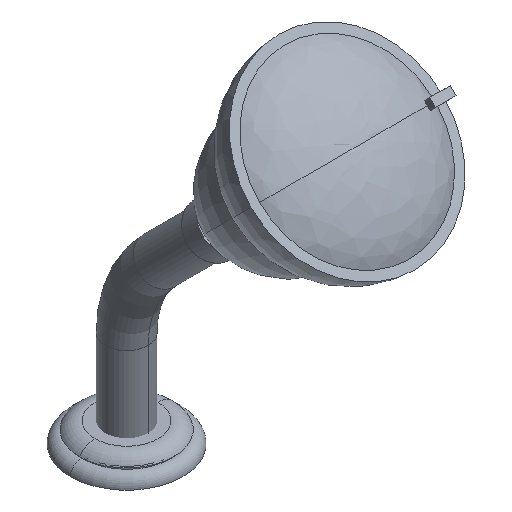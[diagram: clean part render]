
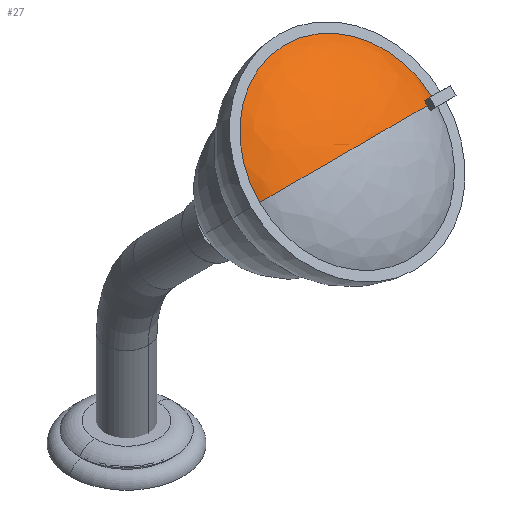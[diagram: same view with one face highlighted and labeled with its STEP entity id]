
A CAD part, isometric view. The second image highlights one B-rep face of the part: STEP entity #27.
In plain terms, the highlighted free-form (B-spline) face has degree [3, 3] with [4, 4] control points.
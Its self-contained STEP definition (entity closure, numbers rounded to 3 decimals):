
#11 = EDGE_LOOP ( 'NONE', ( #1230, #929, #952, #419, #756 ) ) ;
#27 = ADVANCED_FACE ( 'NONE', ( #773 ), #1633, .T. ) ;
#34 = CARTESIAN_POINT ( 'NONE',  ( 36., 4.363, -1.333 ) ) ;
#38 = CARTESIAN_POINT ( 'NONE',  ( 36., 4.346, -2. ) ) ;
#74 = CARTESIAN_POINT ( 'NONE',  ( 42.8, 0., -85.6 ) ) ;
#78 = EDGE_CURVE ( 'NONE', #355, #1226, #199, .T. ) ;
#118 = CARTESIAN_POINT ( 'NONE',  ( 18.65, 11.651, 0. ) ) ;
#125 = CARTESIAN_POINT ( 'NONE',  ( -42.8, 0., 0. ) ) ;
#172 = CARTESIAN_POINT ( 'NONE',  ( 40.685, 1.714, -2. ) ) ;
#197 = CARTESIAN_POINT ( 'NONE',  ( -37.075, 5.714, 0. ) ) ;
#199 = B_SPLINE_CURVE_WITH_KNOTS ( 'NONE', 3,
 ( #371, #676, #1384, #1227 ),
 .UNSPECIFIED., .F., .F.,
 ( 4, 4 ),
 ( 0.259, 1. ),
 .UNSPECIFIED. ) ;
#204 = B_SPLINE_CURVE_WITH_KNOTS ( 'NONE', 3,
 ( #1775, #197, #758, #1327 ),
 .UNSPECIFIED., .F., .F.,
 ( 4, 4 ),
 ( 0., 1. ),
 .UNSPECIFIED. ) ;
#212 = CARTESIAN_POINT ( 'NONE',  ( -42.8, 0., 0. ) ) ;
#285 = CARTESIAN_POINT ( 'NONE',  ( 0., 0., 0. ) ) ;
#287 = CARTESIAN_POINT ( 'NONE',  ( 38.403, 3.126, -2. ) ) ;
#294 = DIRECTION ( 'NONE',  ( 0., -1., 0. ) ) ;
#301 = CARTESIAN_POINT ( 'NONE',  ( 38.988, 2.793, -2. ) ) ;
#355 = VERTEX_POINT ( 'NONE', #1025 ) ;
#366 = VERTEX_POINT ( 'NONE', #479 ) ;
#371 = CARTESIAN_POINT ( 'NONE',  ( 36., 4.372, 0. ) ) ;
#386 = CARTESIAN_POINT ( 'NONE',  ( 37.075, 5.714, 0. ) ) ;
#419 = ORIENTED_EDGE ( 'NONE', *, *, #1255, .T. ) ;
#435 = CARTESIAN_POINT ( 'NONE',  ( 36., 4.372, 0. ) ) ;
#445 = B_SPLINE_CURVE_WITH_KNOTS ( 'NONE', 3,
 ( #1723, #1170, #749, #172, #452, #301, #287, #1455, #576, #604 ),
 .UNSPECIFIED., .F., .F.,
 ( 4, 2, 2, 2, 4 ),
 ( 0., 0.002, 0.004, 0.006, 0.008 ),
 .UNSPECIFIED. ) ;
#451 = DIRECTION ( 'NONE',  ( 0., 0., -1. ) ) ;
#452 = CARTESIAN_POINT ( 'NONE',  ( 40.129, 2.087, -2. ) ) ;
#467 = VERTEX_POINT ( 'NONE', #38 ) ;
#477 = CIRCLE ( 'NONE', #1814, 42.8 ) ;
#479 = CARTESIAN_POINT ( 'NONE',  ( 42.753, 0., -2. ) ) ;
#495 = CARTESIAN_POINT ( 'NONE',  ( -37.075, 5.714, 0. ) ) ;
#535 = CARTESIAN_POINT ( 'NONE',  ( 0., 11., 0. ) ) ;
#558 = VERTEX_POINT ( 'NONE', #125 ) ;
#576 = CARTESIAN_POINT ( 'NONE',  ( 36.61, 4.06, -2. ) ) ;
#604 = CARTESIAN_POINT ( 'NONE',  ( 36., 4.346, -2. ) ) ;
#639 = CARTESIAN_POINT ( 'NONE',  ( -42.8, 0., -85.6 ) ) ;
#676 = CARTESIAN_POINT ( 'NONE',  ( 27.502, 8.35, 0. ) ) ;
#683 = CARTESIAN_POINT ( 'NONE',  ( 0., 11., 0. ) ) ;
#749 = CARTESIAN_POINT ( 'NONE',  ( 41.756, 0.91, -2. ) ) ;
#756 = ORIENTED_EDGE ( 'NONE', *, *, #1674, .F. ) ;
#758 = CARTESIAN_POINT ( 'NONE',  ( -18.65, 11.651, 0. ) ) ;
#773 = FACE_OUTER_BOUND ( 'NONE', #11, .T. ) ;
#854 = CARTESIAN_POINT ( 'NONE',  ( 36., 4.346, -2. ) ) ;
#872 = CARTESIAN_POINT ( 'NONE',  ( 0., 11., 0. ) ) ;
#929 = ORIENTED_EDGE ( 'NONE', *, *, #1501, .T. ) ;
#952 = ORIENTED_EDGE ( 'NONE', *, *, #78, .F. ) ;
#957 = CARTESIAN_POINT ( 'NONE',  ( 18.65, 11.651, -37.299 ) ) ;
#1009 = B_SPLINE_CURVE_WITH_KNOTS ( 'NONE', 3,
 ( #435, #1282, #34, #854 ),
 .UNSPECIFIED., .F., .F.,
 ( 4, 4 ),
 ( 0.002, 0.004 ),
 .UNSPECIFIED. ) ;
#1025 = CARTESIAN_POINT ( 'NONE',  ( 36., 4.372, 0. ) ) ;
#1061 = CARTESIAN_POINT ( 'NONE',  ( -37.075, 5.714, -74.15 ) ) ;
#1097 = CARTESIAN_POINT ( 'NONE',  ( -18.65, 11.651, 0. ) ) ;
#1170 = CARTESIAN_POINT ( 'NONE',  ( 42.272, 0.479, -2. ) ) ;
#1226 = VERTEX_POINT ( 'NONE', #872 ) ;
#1227 = CARTESIAN_POINT ( 'NONE',  ( 0., 11., 0. ) ) ;
#1230 = ORIENTED_EDGE ( 'NONE', *, *, #1253, .F. ) ;
#1243 = CARTESIAN_POINT ( 'NONE',  ( 0., 11., 0. ) ) ;
#1253 = EDGE_CURVE ( 'NONE', #558, #366, #477, .T. ) ;
#1255 = EDGE_CURVE ( 'NONE', #355, #467, #1009, .T. ) ;
#1282 = CARTESIAN_POINT ( 'NONE',  ( 36., 4.372, -0.667 ) ) ;
#1327 = CARTESIAN_POINT ( 'NONE',  ( 0., 11., 0. ) ) ;
#1381 = CARTESIAN_POINT ( 'NONE',  ( 37.075, 5.714, -74.15 ) ) ;
#1384 = CARTESIAN_POINT ( 'NONE',  ( 13.812, 11.482, 0. ) ) ;
#1455 = CARTESIAN_POINT ( 'NONE',  ( 37.213, 3.76, -2. ) ) ;
#1501 = EDGE_CURVE ( 'NONE', #558, #1226, #204, .T. ) ;
#1633 =( BOUNDED_SURFACE ( )  B_SPLINE_SURFACE ( 3, 3, ( 
 ( #212, #639, #74, #1760 ),
 ( #495, #1061, #1381, #386 ),
 ( #1097, #1654, #957, #118 ),
 ( #683, #1243, #1803, #535 ) ),
 .UNSPECIFIED., .F., .F., .F. ) 
 B_SPLINE_SURFACE_WITH_KNOTS ( ( 4, 4 ),
 ( 4, 4 ),
 ( 0., 1. ),
 ( 0., 1. ),
 .UNSPECIFIED. ) 
 GEOMETRIC_REPRESENTATION_ITEM ( )  RATIONAL_B_SPLINE_SURFACE ( (
 ( 1., 0.333, 0.333, 1.),
 ( 1., 0.333, 0.333, 1.),
 ( 1., 0.333, 0.333, 1.),
 ( 1., 0.333, 0.333, 1.) ) ) 
 REPRESENTATION_ITEM ( '' )  SURFACE ( )  );
#1654 = CARTESIAN_POINT ( 'NONE',  ( -18.65, 11.651, -37.299 ) ) ;
#1674 = EDGE_CURVE ( 'NONE', #366, #467, #445, .T. ) ;
#1723 = CARTESIAN_POINT ( 'NONE',  ( 42.753, 0., -2. ) ) ;
#1760 = CARTESIAN_POINT ( 'NONE',  ( 42.8, 0., 0. ) ) ;
#1775 = CARTESIAN_POINT ( 'NONE',  ( -42.8, 0., 0. ) ) ;
#1803 = CARTESIAN_POINT ( 'NONE',  ( 0., 11., 0. ) ) ;
#1814 = AXIS2_PLACEMENT_3D ( 'NONE', #285, #294, #451 ) ;
